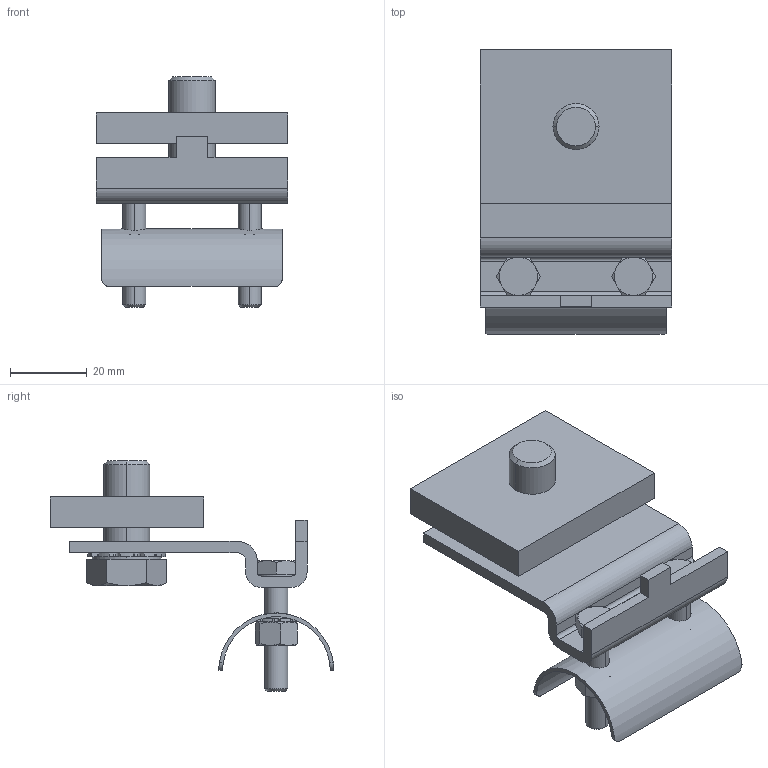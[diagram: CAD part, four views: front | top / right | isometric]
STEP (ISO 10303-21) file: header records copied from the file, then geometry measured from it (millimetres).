
FILE_DESCRIPTION (( 'STEP AP203' ), '1' );
FILE_NAME ('1.25.K00.STEP', '2018-04-12T10:40:51', ( '' ), ( '' ), 'SwSTEP 2.0', 'SolidWorks 2017', '' );
FILE_SCHEMA (( 'CONFIG_CONTROL_DESIGN' ));
Length unit declared in the file: millimetre
Products named in the file (1): 1.25.K00
Bounding box: 50 x 74 x 60 mm (x, y, z)
Volume: 36501.6 mm3; surface area: 23572.2 mm2
Topology: 11 solids, 11 shells, 320 faces, 795 edges, 500 vertices
Faces by surface type: plane 145, cylinder 113, cone 56, torus 6
Entity records: 10154 total; most frequent: CARTESIAN_POINT 2404, DIRECTION 1623, ORIENTED_EDGE 1590, EDGE_CURVE 795, AXIS2_PLACEMENT_3D 607, VERTEX_POINT 500, LINE 409, VECTOR 409
